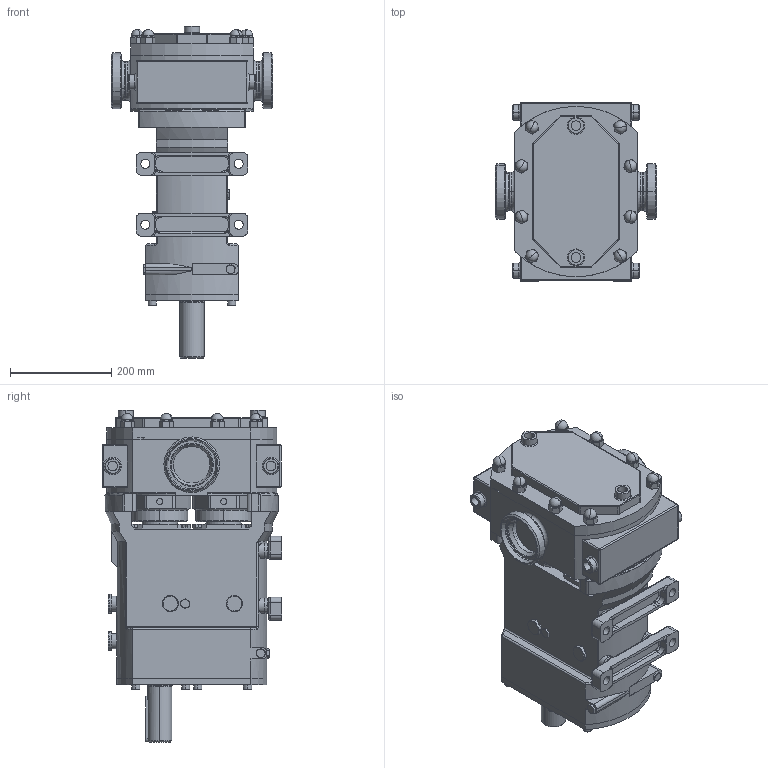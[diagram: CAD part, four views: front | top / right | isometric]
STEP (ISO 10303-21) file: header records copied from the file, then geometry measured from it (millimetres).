
FILE_DESCRIPTION (( 'STEP AP214' ), '1' );
FILE_NAME ('GA4116.STEP', '2024-11-07T16:41:29', ( '' ), ( '' ), 'SwSTEP 2.0', 'SolidWorks 2023', '' );
FILE_SCHEMA (( 'AUTOMOTIVE_DESIGN' ));
Length unit declared in the file: millimetre
Products named in the file (5): Copy of CP-MP40S Jacket Rotorcase^GA4116; Copy of CP-MP40 Jacket Front Cover^GA4116; GA4116; Copy of CP40S-0180 H TSD^GA4116; Copy of Z94-5031-55 - 3 INCH DIN11851^GA4116
Assembly tree (6 placements, depth 2):
  GA4116
    Copy of CP40S-0180 H TSD^GA4116
    Copy of Z94-5031-55 - 3 INCH DIN11851^GA4116  x2
    Copy of CP-MP40 Jacket Front Cover^GA4116
    Copy of CP-MP40S Jacket Rotorcase^GA4116  x2
Bounding box: 318 x 353 x 654.37 mm (x, y, z)
Volume: 28091018 mm3; surface area: 1147643 mm2
Topology: 6 solids, 6 shells, 1095 faces, 2786 edges, 1630 vertices
Faces by surface type: plane 401, cylinder 341, torus 156, bspline 116, cone 57, sphere 24
Entity records: 37014 total; most frequent: CARTESIAN_POINT 12890, DIRECTION 5101, ORIENTED_EDGE 5032, EDGE_CURVE 2516, AXIS2_PLACEMENT_3D 1976, VERTEX_POINT 1536, VECTOR 1149, LINE 1149
